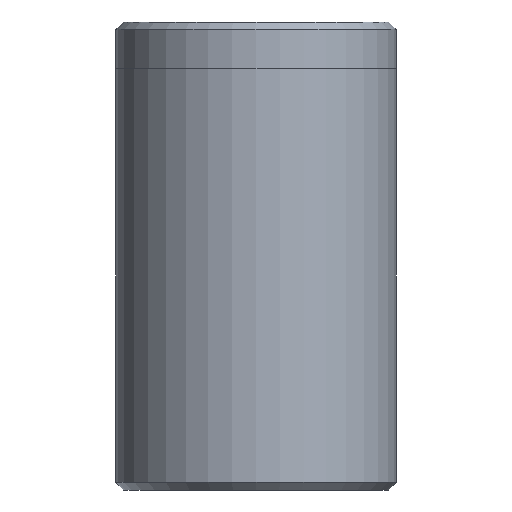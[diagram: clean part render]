
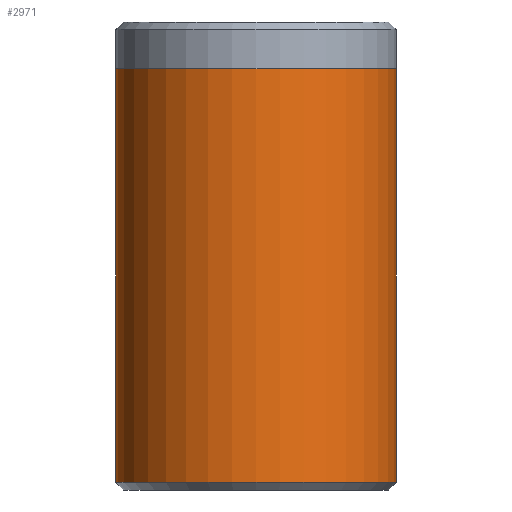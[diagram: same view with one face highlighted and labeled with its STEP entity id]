
A CAD part, front view. The second image highlights one B-rep face of the part: STEP entity #2971.
In plain terms, the highlighted cylindrical face has radius 9 mm (diameter 18 mm), a partial arc.
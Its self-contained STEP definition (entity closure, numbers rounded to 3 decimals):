
#64 = VECTOR ( 'NONE', #1095, 1000. ) ;
#124 = CARTESIAN_POINT ( 'NONE',  ( 0., 0., 30. ) ) ;
#130 = CARTESIAN_POINT ( 'NONE',  ( -9., 0., 30. ) ) ;
#138 = CYLINDRICAL_SURFACE ( 'NONE', #2822, 9. ) ;
#149 = LINE ( 'NONE', #320, #64 ) ;
#320 = CARTESIAN_POINT ( 'NONE',  ( 9., 0., 30. ) ) ;
#455 = EDGE_CURVE ( 'NONE', #2593, #1548, #149, .T. ) ;
#830 = LINE ( 'NONE', #130, #2710 ) ;
#934 = AXIS2_PLACEMENT_3D ( 'NONE', #1500, #3105, #1764 ) ;
#971 = CARTESIAN_POINT ( 'NONE',  ( -9., 0., 0.5 ) ) ;
#1053 = DIRECTION ( 'NONE',  ( 0., 0., 1. ) ) ;
#1078 = CIRCLE ( 'NONE', #1870, 9. ) ;
#1095 = DIRECTION ( 'NONE',  ( 0., 0., -1. ) ) ;
#1421 = ORIENTED_EDGE ( 'NONE', *, *, #2330, .T. ) ;
#1500 = CARTESIAN_POINT ( 'NONE',  ( 0., 0., 0.5 ) ) ;
#1507 = ORIENTED_EDGE ( 'NONE', *, *, #2553, .T. ) ;
#1535 = ORIENTED_EDGE ( 'NONE', *, *, #2094, .F. ) ;
#1548 = VERTEX_POINT ( 'NONE', #2385 ) ;
#1622 = CARTESIAN_POINT ( 'NONE',  ( -9., 0., 27. ) ) ;
#1681 = DIRECTION ( 'NONE',  ( 0., 0., -1. ) ) ;
#1758 = VERTEX_POINT ( 'NONE', #971 ) ;
#1764 = DIRECTION ( 'NONE',  ( 1., 0., 0. ) ) ;
#1870 = AXIS2_PLACEMENT_3D ( 'NONE', #2539, #1053, #2746 ) ;
#2094 = EDGE_CURVE ( 'NONE', #2825, #2593, #1078, .T. ) ;
#2095 = EDGE_LOOP ( 'NONE', ( #2301, #1535, #1421, #1507 ) ) ;
#2301 = ORIENTED_EDGE ( 'NONE', *, *, #455, .F. ) ;
#2330 = EDGE_CURVE ( 'NONE', #2825, #1758, #830, .T. ) ;
#2385 = CARTESIAN_POINT ( 'NONE',  ( 9., 0., 0.5 ) ) ;
#2539 = CARTESIAN_POINT ( 'NONE',  ( 0., 0., 27. ) ) ;
#2553 = EDGE_CURVE ( 'NONE', #1758, #1548, #2869, .T. ) ;
#2593 = VERTEX_POINT ( 'NONE', #2898 ) ;
#2612 = FACE_OUTER_BOUND ( 'NONE', #2095, .T. ) ;
#2710 = VECTOR ( 'NONE', #2856, 1000. ) ;
#2746 = DIRECTION ( 'NONE',  ( 1., 0., 0. ) ) ;
#2822 = AXIS2_PLACEMENT_3D ( 'NONE', #124, #1681, #3027 ) ;
#2825 = VERTEX_POINT ( 'NONE', #1622 ) ;
#2856 = DIRECTION ( 'NONE',  ( 0., 0., -1. ) ) ;
#2869 = CIRCLE ( 'NONE', #934, 9. ) ;
#2898 = CARTESIAN_POINT ( 'NONE',  ( 9., 0., 27. ) ) ;
#2971 = ADVANCED_FACE ( 'NONE', ( #2612 ), #138, .T. ) ;
#3027 = DIRECTION ( 'NONE',  ( -1., 0., 0. ) ) ;
#3105 = DIRECTION ( 'NONE',  ( 0., 0., 1. ) ) ;
